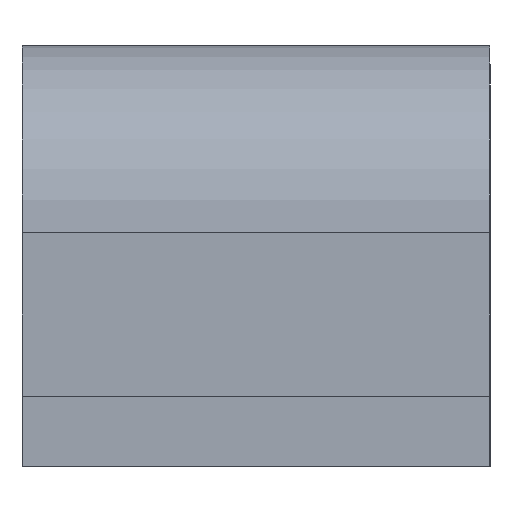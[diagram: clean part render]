
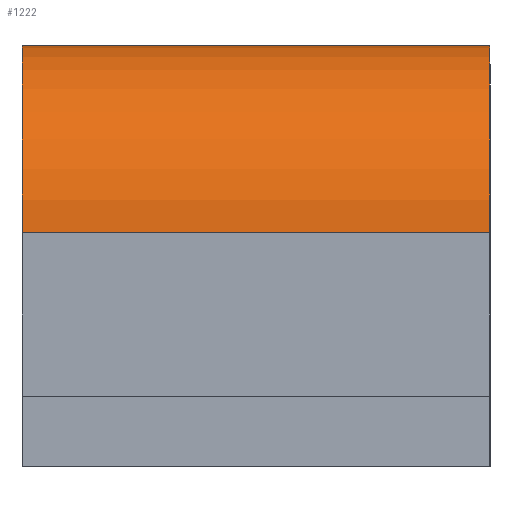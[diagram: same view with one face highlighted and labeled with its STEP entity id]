
A CAD part, left-side view. The second image highlights one B-rep face of the part: STEP entity #1222.
In plain terms, the highlighted cylindrical face has radius 8 mm (diameter 16 mm), a partial arc.
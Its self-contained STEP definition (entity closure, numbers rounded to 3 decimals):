
#71 = PLANE('',#72);
#72 = AXIS2_PLACEMENT_3D('',#73,#74,#75);
#73 = CARTESIAN_POINT('',(0.,-20.,11.452));
#74 = DIRECTION('',(0.,1.,0.));
#75 = DIRECTION('',(0.,0.,1.));
#125 = PLANE('',#126);
#126 = AXIS2_PLACEMENT_3D('',#127,#128,#129);
#127 = CARTESIAN_POINT('',(0.,0.,
    11.452));
#128 = DIRECTION('',(0.,1.,0.));
#129 = DIRECTION('',(0.,0.,1.));
#443 = VERTEX_POINT('',#444);
#444 = CARTESIAN_POINT('',(-50.,0.,18.));
#458 = PLANE('',#459);
#459 = AXIS2_PLACEMENT_3D('',#460,#461,#462);
#460 = CARTESIAN_POINT('',(50.,0.,18.));
#461 = DIRECTION('',(0.,0.,-1.));
#462 = DIRECTION('',(-1.,0.,0.));
#470 = EDGE_CURVE('',#443,#471,#473,.T.);
#471 = VERTEX_POINT('',#472);
#472 = CARTESIAN_POINT('',(-58.,0.,10.));
#473 = SURFACE_CURVE('',#474,(#479,#490),.PCURVE_S1.);
#474 = CIRCLE('',#475,8.);
#475 = AXIS2_PLACEMENT_3D('',#476,#477,#478);
#476 = CARTESIAN_POINT('',(-50.,0.,10.));
#477 = DIRECTION('',(0.,-1.,0.));
#478 = DIRECTION('',(1.,0.,0.));
#479 = PCURVE('',#125,#480);
#480 = DEFINITIONAL_REPRESENTATION('',(#481),#489);
#481 = ( BOUNDED_CURVE() B_SPLINE_CURVE(2,(#482,#483,#484,#485,#486,#487
,#488),.UNSPECIFIED.,.T.,.F.) B_SPLINE_CURVE_WITH_KNOTS((1,2,2,2,2,1),(
    -2.094,0.,2.094,4.189,6.283,
8.378),.UNSPECIFIED.) CURVE() GEOMETRIC_REPRESENTATION_ITEM() 
RATIONAL_B_SPLINE_CURVE((1.,0.5,1.,0.5,1.,0.5,1.)) REPRESENTATION_ITEM(
  '') );
#482 = CARTESIAN_POINT('',(-1.452,-42.));
#483 = CARTESIAN_POINT('',(12.405,-42.));
#484 = CARTESIAN_POINT('',(5.476,-54.));
#485 = CARTESIAN_POINT('',(-1.452,-66.));
#486 = CARTESIAN_POINT('',(-8.38,-54.));
#487 = CARTESIAN_POINT('',(-15.308,-42.));
#488 = CARTESIAN_POINT('',(-1.452,-42.));
#489 = ( GEOMETRIC_REPRESENTATION_CONTEXT(2) 
PARAMETRIC_REPRESENTATION_CONTEXT() REPRESENTATION_CONTEXT('2D SPACE',''
  ) );
#490 = PCURVE('',#491,#496);
#491 = CYLINDRICAL_SURFACE('',#492,8.);
#492 = AXIS2_PLACEMENT_3D('',#493,#494,#495);
#493 = CARTESIAN_POINT('',(-50.,0.,10.));
#494 = DIRECTION('',(0.,1.,0.));
#495 = DIRECTION('',(1.,0.,0.));
#496 = DEFINITIONAL_REPRESENTATION('',(#497),#500);
#497 = B_SPLINE_CURVE_WITH_KNOTS('',1,(#498,#499),.UNSPECIFIED.,.F.,.F.,
  (2,2),(1.571,3.142),.PIECEWISE_BEZIER_KNOTS.);
#498 = CARTESIAN_POINT('',(-1.571,0.));
#499 = CARTESIAN_POINT('',(-3.142,0.));
#500 = ( GEOMETRIC_REPRESENTATION_CONTEXT(2) 
PARAMETRIC_REPRESENTATION_CONTEXT() REPRESENTATION_CONTEXT('2D SPACE',''
  ) );
#518 = PLANE('',#519);
#519 = AXIS2_PLACEMENT_3D('',#520,#521,#522);
#520 = CARTESIAN_POINT('',(-58.,0.,10.));
#521 = DIRECTION('',(1.,0.,0.));
#522 = DIRECTION('',(0.,0.,-1.));
#798 = VERTEX_POINT('',#799);
#799 = CARTESIAN_POINT('',(-50.,-20.,18.));
#820 = EDGE_CURVE('',#798,#821,#823,.T.);
#821 = VERTEX_POINT('',#822);
#822 = CARTESIAN_POINT('',(-58.,-20.,10.));
#823 = SURFACE_CURVE('',#824,(#829,#840),.PCURVE_S1.);
#824 = CIRCLE('',#825,8.);
#825 = AXIS2_PLACEMENT_3D('',#826,#827,#828);
#826 = CARTESIAN_POINT('',(-50.,-20.,10.));
#827 = DIRECTION('',(0.,-1.,0.));
#828 = DIRECTION('',(1.,0.,0.));
#829 = PCURVE('',#71,#830);
#830 = DEFINITIONAL_REPRESENTATION('',(#831),#839);
#831 = ( BOUNDED_CURVE() B_SPLINE_CURVE(2,(#832,#833,#834,#835,#836,#837
,#838),.UNSPECIFIED.,.T.,.F.) B_SPLINE_CURVE_WITH_KNOTS((1,2,2,2,2,1),(
    -2.094,0.,2.094,4.189,6.283,
8.378),.UNSPECIFIED.) CURVE() GEOMETRIC_REPRESENTATION_ITEM() 
RATIONAL_B_SPLINE_CURVE((1.,0.5,1.,0.5,1.,0.5,1.)) REPRESENTATION_ITEM(
  '') );
#832 = CARTESIAN_POINT('',(-1.452,-42.));
#833 = CARTESIAN_POINT('',(12.405,-42.));
#834 = CARTESIAN_POINT('',(5.476,-54.));
#835 = CARTESIAN_POINT('',(-1.452,-66.));
#836 = CARTESIAN_POINT('',(-8.38,-54.));
#837 = CARTESIAN_POINT('',(-15.308,-42.));
#838 = CARTESIAN_POINT('',(-1.452,-42.));
#839 = ( GEOMETRIC_REPRESENTATION_CONTEXT(2) 
PARAMETRIC_REPRESENTATION_CONTEXT() REPRESENTATION_CONTEXT('2D SPACE',''
  ) );
#840 = PCURVE('',#491,#841);
#841 = DEFINITIONAL_REPRESENTATION('',(#842),#845);
#842 = B_SPLINE_CURVE_WITH_KNOTS('',1,(#843,#844),.UNSPECIFIED.,.F.,.F.,
  (2,2),(1.571,3.142),.PIECEWISE_BEZIER_KNOTS.);
#843 = CARTESIAN_POINT('',(-1.571,-20.));
#844 = CARTESIAN_POINT('',(-3.142,-20.));
#845 = ( GEOMETRIC_REPRESENTATION_CONTEXT(2) 
PARAMETRIC_REPRESENTATION_CONTEXT() REPRESENTATION_CONTEXT('2D SPACE',''
  ) );
#1202 = EDGE_CURVE('',#443,#798,#1203,.T.);
#1203 = SURFACE_CURVE('',#1204,(#1208,#1215),.PCURVE_S1.);
#1204 = LINE('',#1205,#1206);
#1205 = CARTESIAN_POINT('',(-50.,0.,18.));
#1206 = VECTOR('',#1207,1.);
#1207 = DIRECTION('',(0.,-1.,0.));
#1208 = PCURVE('',#458,#1209);
#1209 = DEFINITIONAL_REPRESENTATION('',(#1210),#1214);
#1210 = LINE('',#1211,#1212);
#1211 = CARTESIAN_POINT('',(100.,0.));
#1212 = VECTOR('',#1213,1.);
#1213 = DIRECTION('',(0.,-1.));
#1214 = ( GEOMETRIC_REPRESENTATION_CONTEXT(2) 
PARAMETRIC_REPRESENTATION_CONTEXT() REPRESENTATION_CONTEXT('2D SPACE',''
  ) );
#1215 = PCURVE('',#491,#1216);
#1216 = DEFINITIONAL_REPRESENTATION('',(#1217),#1220);
#1217 = B_SPLINE_CURVE_WITH_KNOTS('',1,(#1218,#1219),.UNSPECIFIED.,.F.,
  .F.,(2,2),(0.,20.),.PIECEWISE_BEZIER_KNOTS.);
#1218 = CARTESIAN_POINT('',(-1.571,0.));
#1219 = CARTESIAN_POINT('',(-1.571,-20.));
#1220 = ( GEOMETRIC_REPRESENTATION_CONTEXT(2) 
PARAMETRIC_REPRESENTATION_CONTEXT() REPRESENTATION_CONTEXT('2D SPACE',''
  ) );
#1222 = ADVANCED_FACE('',(#1223),#491,.T.);
#1223 = FACE_BOUND('',#1224,.F.);
#1224 = EDGE_LOOP('',(#1225,#1226,#1227,#1247));
#1225 = ORIENTED_EDGE('',*,*,#1202,.T.);
#1226 = ORIENTED_EDGE('',*,*,#820,.T.);
#1227 = ORIENTED_EDGE('',*,*,#1228,.F.);
#1228 = EDGE_CURVE('',#471,#821,#1229,.T.);
#1229 = SURFACE_CURVE('',#1230,(#1234,#1240),.PCURVE_S1.);
#1230 = LINE('',#1231,#1232);
#1231 = CARTESIAN_POINT('',(-58.,0.,10.));
#1232 = VECTOR('',#1233,1.);
#1233 = DIRECTION('',(0.,-1.,0.));
#1234 = PCURVE('',#491,#1235);
#1235 = DEFINITIONAL_REPRESENTATION('',(#1236),#1239);
#1236 = B_SPLINE_CURVE_WITH_KNOTS('',1,(#1237,#1238),.UNSPECIFIED.,.F.,
  .F.,(2,2),(0.,20.),.PIECEWISE_BEZIER_KNOTS.);
#1237 = CARTESIAN_POINT('',(-3.142,0.));
#1238 = CARTESIAN_POINT('',(-3.142,-20.));
#1239 = ( GEOMETRIC_REPRESENTATION_CONTEXT(2) 
PARAMETRIC_REPRESENTATION_CONTEXT() REPRESENTATION_CONTEXT('2D SPACE',''
  ) );
#1240 = PCURVE('',#518,#1241);
#1241 = DEFINITIONAL_REPRESENTATION('',(#1242),#1246);
#1242 = LINE('',#1243,#1244);
#1243 = CARTESIAN_POINT('',(0.,0.));
#1244 = VECTOR('',#1245,1.);
#1245 = DIRECTION('',(0.,-1.));
#1246 = ( GEOMETRIC_REPRESENTATION_CONTEXT(2) 
PARAMETRIC_REPRESENTATION_CONTEXT() REPRESENTATION_CONTEXT('2D SPACE',''
  ) );
#1247 = ORIENTED_EDGE('',*,*,#470,.F.);
